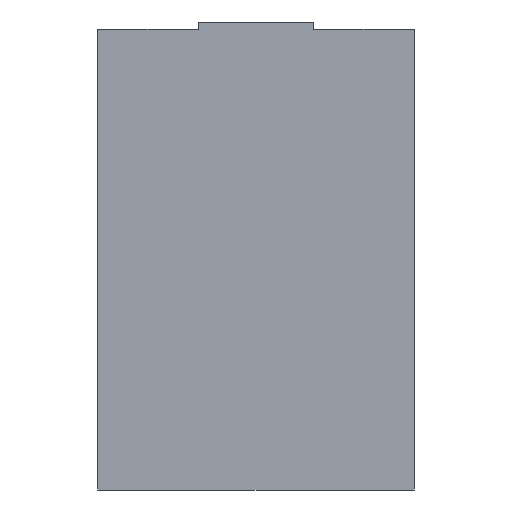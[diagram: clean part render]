
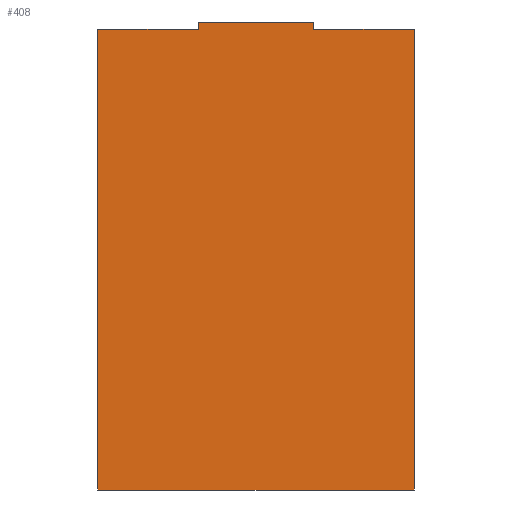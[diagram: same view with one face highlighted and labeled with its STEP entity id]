
A CAD part, front view. The second image highlights one B-rep face of the part: STEP entity #408.
In plain terms, the highlighted planar face has unit normal (0, -1, 0).
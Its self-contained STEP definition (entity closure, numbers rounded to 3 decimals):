
#1=DIRECTION('',(1.,0.,0.));
#2=VECTOR('',#1,14.);
#3=CARTESIAN_POINT('',(-22.,3.,31.));
#4=LINE('',#3,#2);
#5=DIRECTION('',(0.,0.,1.));
#6=VECTOR('',#5,1.);
#7=CARTESIAN_POINT('',(-8.,3.,31.));
#8=LINE('',#7,#6);
#9=DIRECTION('',(1.,0.,0.));
#10=VECTOR('',#9,14.);
#11=CARTESIAN_POINT('',(8.,3.,31.));
#12=LINE('',#11,#10);
#13=DIRECTION('',(0.,0.,-1.));
#14=VECTOR('',#13,64.);
#15=CARTESIAN_POINT('',(22.,3.,31.));
#16=LINE('',#15,#14);
#17=DIRECTION('',(-1.,0.,0.));
#18=VECTOR('',#17,44.);
#19=CARTESIAN_POINT('',(22.,3.,-33.));
#20=LINE('',#19,#18);
#21=DIRECTION('',(0.,0.,1.));
#22=VECTOR('',#21,64.);
#23=CARTESIAN_POINT('',(-22.,3.,-33.));
#24=LINE('',#23,#22);
#57=DIRECTION('',(0.,0.,1.));
#58=VECTOR('',#57,1.);
#59=CARTESIAN_POINT('',(8.,3.,31.));
#60=LINE('',#59,#58);
#77=DIRECTION('',(1.,0.,0.));
#78=VECTOR('',#77,16.);
#79=CARTESIAN_POINT('',(-8.,3.,32.));
#80=LINE('',#79,#78);
#293=CARTESIAN_POINT('',(22.,3.,-33.));
#294=CARTESIAN_POINT('',(-22.,3.,-33.));
#295=VERTEX_POINT('',#293);
#296=VERTEX_POINT('',#294);
#297=CARTESIAN_POINT('',(-22.,3.,31.));
#298=VERTEX_POINT('',#297);
#299=CARTESIAN_POINT('',(22.,3.,31.));
#300=VERTEX_POINT('',#299);
#333=CARTESIAN_POINT('',(-8.,3.,32.));
#334=CARTESIAN_POINT('',(8.,3.,32.));
#335=VERTEX_POINT('',#333);
#336=VERTEX_POINT('',#334);
#337=CARTESIAN_POINT('',(8.,3.,31.));
#339=VERTEX_POINT('',#337);
#343=CARTESIAN_POINT('',(-8.,3.,31.));
#344=VERTEX_POINT('',#343);
#385=CARTESIAN_POINT('',(0.,3.,0.));
#386=DIRECTION('',(0.,1.,0.));
#387=DIRECTION('',(-1.,0.,0.));
#388=AXIS2_PLACEMENT_3D('',#385,#386,#387);
#389=PLANE('',#388);
#391=ORIENTED_EDGE('',*,*,#390,.T.);
#393=ORIENTED_EDGE('',*,*,#392,.T.);
#395=ORIENTED_EDGE('',*,*,#394,.T.);
#397=ORIENTED_EDGE('',*,*,#396,.F.);
#399=ORIENTED_EDGE('',*,*,#398,.T.);
#401=ORIENTED_EDGE('',*,*,#400,.T.);
#403=ORIENTED_EDGE('',*,*,#402,.T.);
#405=ORIENTED_EDGE('',*,*,#404,.T.);
#406=EDGE_LOOP('',(#391,#393,#395,#397,#399,#401,#403,#405));
#407=FACE_OUTER_BOUND('',#406,.F.);
#408=ADVANCED_FACE('',(#407),#389,.F.);
#390=EDGE_CURVE('',#298,#344,#4,.T.);
#392=EDGE_CURVE('',#344,#335,#8,.T.);
#394=EDGE_CURVE('',#335,#336,#80,.T.);
#396=EDGE_CURVE('',#339,#336,#60,.T.);
#398=EDGE_CURVE('',#339,#300,#12,.T.);
#400=EDGE_CURVE('',#300,#295,#16,.T.);
#402=EDGE_CURVE('',#295,#296,#20,.T.);
#404=EDGE_CURVE('',#296,#298,#24,.T.);
